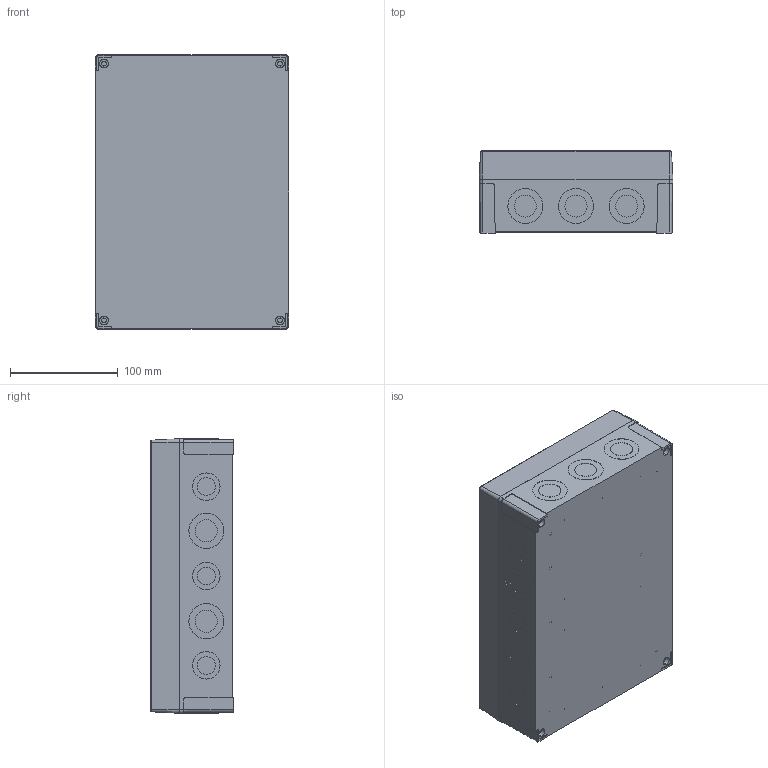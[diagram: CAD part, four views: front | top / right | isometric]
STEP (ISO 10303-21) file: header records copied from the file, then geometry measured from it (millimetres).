
FILE_DESCRIPTION (( 'STEP AP214' ), '1' );
FILE_NAME ('6016326_FIBOX_MNX_PCM_200_75_G.STEP', '2023-02-16T13:28:45', ( '' ), ( '' ), 'SwSTEP 2.0', 'SolidWorks 2021', '' );
FILE_SCHEMA (( 'AUTOMOTIVE_DESIGN' ));
Length unit declared in the file: millimetre
Products named in the file (4): FIBOX_MNXPCM200B; 6016326_FIBOX_MNX_PCM_200_75_G; FIBOX_MNXSS14551H; FIBOX_MNX20025C
Assembly tree (6 placements, depth 2):
  6016326_FIBOX_MNX_PCM_200_75_G
    FIBOX_MNXPCM200B
    FIBOX_MNX20025C
    FIBOX_MNXSS14551H  x4
Bounding box: 180.1 x 76.6 x 255.1 mm (x, y, z)
Volume: 495609.8 mm3; surface area: 323877.3 mm2
Topology: 6 solids, 6 shells, 678 faces, 1581 edges, 1046 vertices
Faces by surface type: plane 350, cylinder 272, cone 56
Entity records: 17363 total; most frequent: DIRECTION 3139, CARTESIAN_POINT 3086, ORIENTED_EDGE 2754, EDGE_CURVE 1377, AXIS2_PLACEMENT_3D 1207, VERTEX_POINT 914, EDGE_LOOP 727, VECTOR 725
